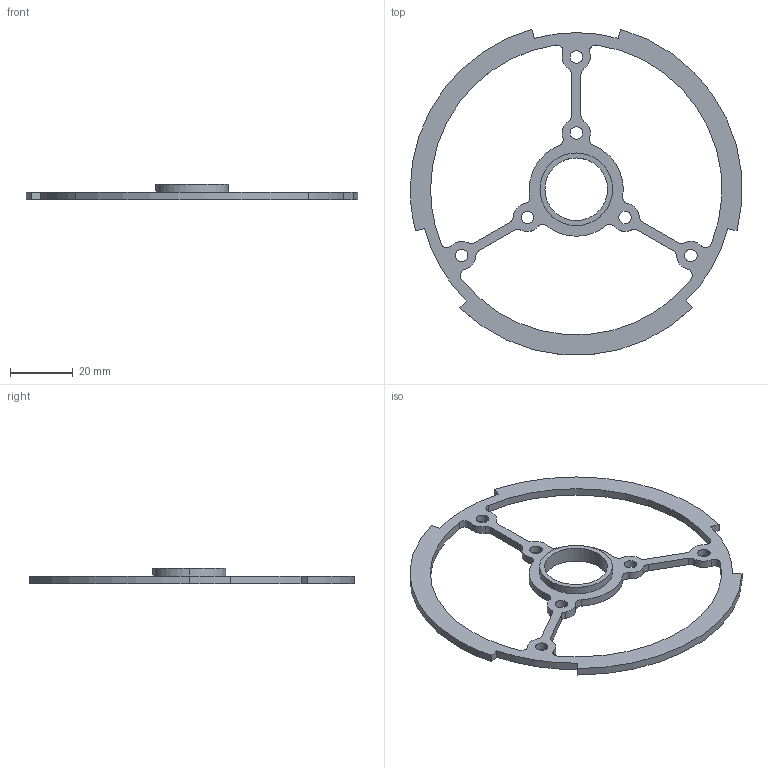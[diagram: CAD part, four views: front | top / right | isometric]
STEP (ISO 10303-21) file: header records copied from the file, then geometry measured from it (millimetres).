
FILE_DESCRIPTION (( 'STEP AP203' ), '1' );
FILE_NAME ('Filtration_Mesh_Holder_02.STEP', '2020-11-29T12:42:13', ( '' ), ( '' ), '', '', '' );
FILE_SCHEMA (( 'CONFIG_CONTROL_DESIGN' ));
Length unit declared in the file: millimetre
Products named in the file (1): Filtration_Mesh_Holder_02
Bounding box: 105.83 x 103.88 x 5 mm (x, y, z)
Volume: 6846.4 mm3; surface area: 8137.6 mm2
Topology: 1 solids, 1 shells, 88 faces, 255 edges, 170 vertices
Faces by surface type: cylinder 73, plane 15
Entity records: 3102 total; most frequent: DIRECTION 579, CARTESIAN_POINT 514, ORIENTED_EDGE 510, EDGE_CURVE 255, AXIS2_PLACEMENT_3D 235, VERTEX_POINT 170, CIRCLE 146, VECTOR 109
